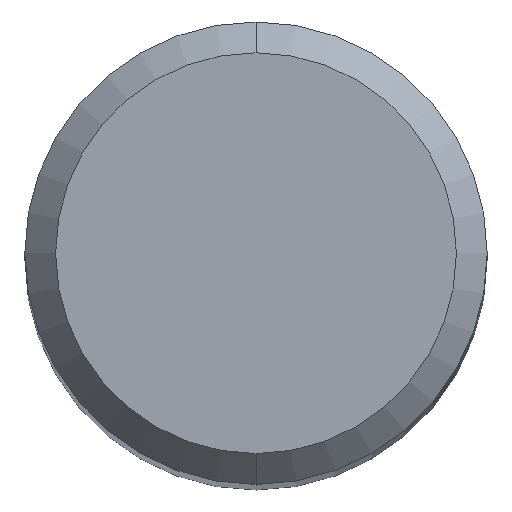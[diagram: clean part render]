
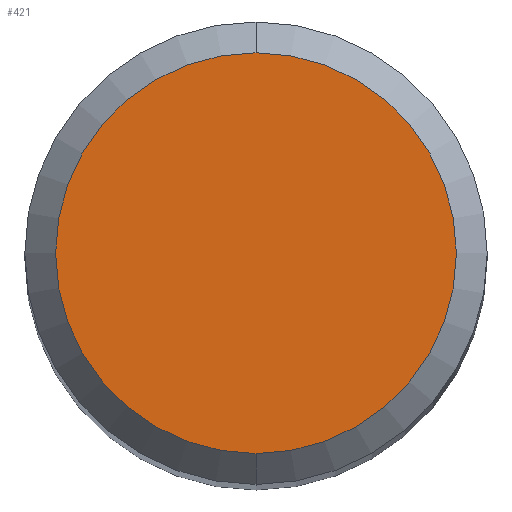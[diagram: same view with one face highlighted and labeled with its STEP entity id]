
A CAD part, top view. The second image highlights one B-rep face of the part: STEP entity #421.
In plain terms, the highlighted planar face has unit normal (0, 0, 1).
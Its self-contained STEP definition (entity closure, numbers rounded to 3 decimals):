
#307=EDGE_CURVE('',#443,#369,#627,.T.);
#369=VERTEX_POINT('',#698);
#421=ADVANCED_FACE('',(#754),#755,.T.);
#439=EDGE_CURVE('',#369,#443,#773,.T.);
#443=VERTEX_POINT('',#777);
#627=CIRCLE('',#1071,2.6);
#698=CARTESIAN_POINT('',(0.0,2.6,0.0));
#754=FACE_OUTER_BOUND('',#1354,.T.);
#755=PLANE('',#1355);
#773=CIRCLE('',#1385,2.6);
#777=CARTESIAN_POINT('',(0.,-2.6,0.0));
#1071=AXIS2_PLACEMENT_3D('',#1601,#1602,#1603);
#1354=EDGE_LOOP('',(#1758,#1759));
#1355=AXIS2_PLACEMENT_3D('',#1760,#1761,#1762);
#1385=AXIS2_PLACEMENT_3D('',#1773,#1774,#1775);
#1601=CARTESIAN_POINT('',(0.0,0.0,0.0));
#1602=DIRECTION('',(0.0,0.0,-1.0));
#1603=DIRECTION('',(0.0,1.0,0.0));
#1758=ORIENTED_EDGE('',*,*,#439,.F.);
#1759=ORIENTED_EDGE('',*,*,#307,.F.);
#1760=CARTESIAN_POINT('',(0.0,1.3,0.0));
#1761=DIRECTION('',(-0.0,0.0,1.0));
#1762=DIRECTION('',(0.0,-1.0,0.0));
#1773=CARTESIAN_POINT('',(0.0,0.0,0.0));
#1774=DIRECTION('',(0.0,0.0,-1.0));
#1775=DIRECTION('',(0.0,1.0,0.0));
